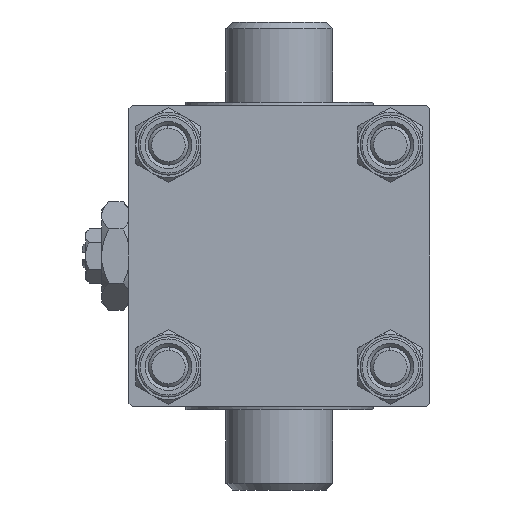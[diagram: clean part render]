
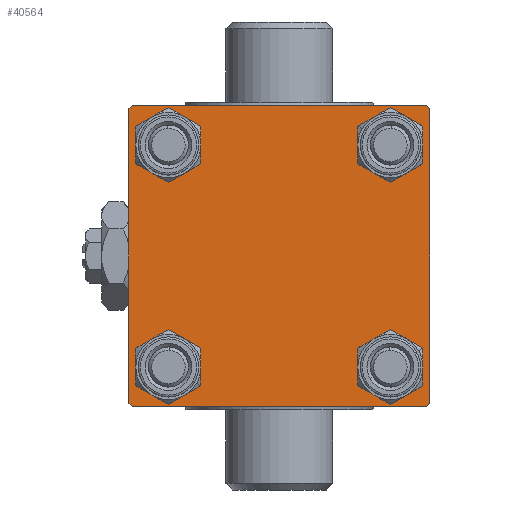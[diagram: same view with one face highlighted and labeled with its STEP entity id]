
A CAD part, left-side view. The second image highlights one B-rep face of the part: STEP entity #40564.
In plain terms, the highlighted planar face has unit normal (-1, 0, 0).
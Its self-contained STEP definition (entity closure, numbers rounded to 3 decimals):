
#119 = EDGE_CURVE ( 'NONE', #45346, #42306, #20536, .T. ) ;
#391 = ORIENTED_EDGE ( 'NONE', *, *, #11215, .T. ) ;
#982 = DIRECTION ( 'NONE',  ( 0., 0., 1. ) ) ;
#1464 = DIRECTION ( 'NONE',  ( 0., 0.707, 0.707 ) ) ;
#1942 = CARTESIAN_POINT ( 'NONE',  ( 0., -22.5, 22.5 ) ) ;
#2139 = CARTESIAN_POINT ( 'NONE',  ( 0., -16.6, -13.1 ) ) ;
#2832 = DIRECTION ( 'NONE',  ( 0., 0.707, -0.707 ) ) ;
#3681 = VERTEX_POINT ( 'NONE', #41103 ) ;
#3789 = AXIS2_PLACEMENT_3D ( 'NONE', #48259, #44530, #43802 ) ;
#3921 = ORIENTED_EDGE ( 'NONE', *, *, #26229, .F. ) ;
#4231 = ORIENTED_EDGE ( 'NONE', *, *, #36678, .T. ) ;
#4311 = ORIENTED_EDGE ( 'NONE', *, *, #8364, .T. ) ;
#4432 = CARTESIAN_POINT ( 'NONE',  ( 0., 16.6, -20.1 ) ) ;
#4561 = DIRECTION ( 'NONE',  ( -1., 0., 0. ) ) ;
#4590 = CIRCLE ( 'NONE', #3789, 3.5 ) ;
#4926 = EDGE_LOOP ( 'NONE', ( #11210, #26102 ) ) ;
#5424 = EDGE_CURVE ( 'NONE', #36264, #18791, #42394, .T. ) ;
#6028 = EDGE_CURVE ( 'NONE', #15893, #14834, #20716, .T. ) ;
#6076 = ORIENTED_EDGE ( 'NONE', *, *, #14755, .F. ) ;
#7169 = ORIENTED_EDGE ( 'NONE', *, *, #46777, .T. ) ;
#7219 = EDGE_LOOP ( 'NONE', ( #391, #38806 ) ) ;
#7362 = DIRECTION ( 'NONE',  ( 0., 0., 1. ) ) ;
#7582 = LINE ( 'NONE', #41541, #8719 ) ;
#8292 = DIRECTION ( 'NONE',  ( 0., 0., 1. ) ) ;
#8364 = EDGE_CURVE ( 'NONE', #43893, #44930, #44338, .T. ) ;
#8524 = FACE_OUTER_BOUND ( 'NONE', #43406, .T. ) ;
#8719 = VECTOR ( 'NONE', #12036, 1000. ) ;
#9008 = CIRCLE ( 'NONE', #13751, 3.5 ) ;
#10262 = CARTESIAN_POINT ( 'NONE',  ( 0., -16.6, 13.1 ) ) ;
#10510 = CARTESIAN_POINT ( 'NONE',  ( 0., 22.25, 22.25 ) ) ;
#10596 = DIRECTION ( 'NONE',  ( 0., -1., 0. ) ) ;
#11210 = ORIENTED_EDGE ( 'NONE', *, *, #20373, .T. ) ;
#11215 = EDGE_CURVE ( 'NONE', #42306, #45346, #47704, .T. ) ;
#11521 = CARTESIAN_POINT ( 'NONE',  ( 0., -16.6, -16.6 ) ) ;
#11644 = CARTESIAN_POINT ( 'NONE',  ( 0., -22., 22.5 ) ) ;
#12036 = DIRECTION ( 'NONE',  ( 0., -0.707, 0.707 ) ) ;
#12182 = DIRECTION ( 'NONE',  ( 0., 0., 1. ) ) ;
#12488 = PLANE ( 'NONE',  #19354 ) ;
#12633 = CARTESIAN_POINT ( 'NONE',  ( 0., -22.25, 22.25 ) ) ;
#12732 = FACE_BOUND ( 'NONE', #35455, .T. ) ;
#12752 = CARTESIAN_POINT ( 'NONE',  ( 0., 16.6, -13.1 ) ) ;
#12947 = DIRECTION ( 'NONE',  ( 1., 0., 0. ) ) ;
#12960 = VERTEX_POINT ( 'NONE', #44739 ) ;
#13532 = ORIENTED_EDGE ( 'NONE', *, *, #28414, .T. ) ;
#13541 = VECTOR ( 'NONE', #21030, 1000. ) ;
#13751 = AXIS2_PLACEMENT_3D ( 'NONE', #21643, #29546, #44707 ) ;
#13878 = LINE ( 'NONE', #14113, #37474 ) ;
#14113 = CARTESIAN_POINT ( 'NONE',  ( 0., 22.5, -22.5 ) ) ;
#14166 = ORIENTED_EDGE ( 'NONE', *, *, #5424, .T. ) ;
#14735 = EDGE_CURVE ( 'NONE', #21546, #15878, #28792, .T. ) ;
#14755 = EDGE_CURVE ( 'NONE', #3681, #18791, #45559, .T. ) ;
#14834 = VERTEX_POINT ( 'NONE', #34286 ) ;
#14919 = ORIENTED_EDGE ( 'NONE', *, *, #27212, .T. ) ;
#15027 = CARTESIAN_POINT ( 'NONE',  ( 0., -16.6, -20.1 ) ) ;
#15878 = VERTEX_POINT ( 'NONE', #28844 ) ;
#15893 = VERTEX_POINT ( 'NONE', #10262 ) ;
#15922 = EDGE_CURVE ( 'NONE', #3681, #43893, #29322, .T. ) ;
#16662 = ORIENTED_EDGE ( 'NONE', *, *, #22418, .T. ) ;
#17085 = DIRECTION ( 'NONE',  ( 0., 0., -1. ) ) ;
#17207 = CARTESIAN_POINT ( 'NONE',  ( 0., -22.5, -22. ) ) ;
#17637 = ORIENTED_EDGE ( 'NONE', *, *, #15922, .T. ) ;
#18406 = LINE ( 'NONE', #33043, #32342 ) ;
#18791 = VERTEX_POINT ( 'NONE', #11644 ) ;
#19354 = AXIS2_PLACEMENT_3D ( 'NONE', #19909, #4561, #27578 ) ;
#19811 = CARTESIAN_POINT ( 'NONE',  ( 0., 16.6, -16.6 ) ) ;
#19887 = VECTOR ( 'NONE', #17085, 1000. ) ;
#19909 = CARTESIAN_POINT ( 'NONE',  ( 0., 0., 0. ) ) ;
#20373 = EDGE_CURVE ( 'NONE', #15878, #21546, #4590, .T. ) ;
#20536 = CIRCLE ( 'NONE', #37950, 3.5 ) ;
#20716 = CIRCLE ( 'NONE', #48457, 3.5 ) ;
#21030 = DIRECTION ( 'NONE',  ( 0., 0., -1. ) ) ;
#21546 = VERTEX_POINT ( 'NONE', #40410 ) ;
#21643 = CARTESIAN_POINT ( 'NONE',  ( 0., -16.6, 16.6 ) ) ;
#22418 = EDGE_CURVE ( 'NONE', #44930, #12960, #18406, .T. ) ;
#22504 = VECTOR ( 'NONE', #2832, 1000. ) ;
#22685 = CARTESIAN_POINT ( 'NONE',  ( 0., 16.6, -16.6 ) ) ;
#23596 = CARTESIAN_POINT ( 'NONE',  ( 0., -16.6, 16.6 ) ) ;
#24459 = ORIENTED_EDGE ( 'NONE', *, *, #6028, .T. ) ;
#24747 = CARTESIAN_POINT ( 'NONE',  ( 0., 22.5, 22.5 ) ) ;
#26102 = ORIENTED_EDGE ( 'NONE', *, *, #14735, .T. ) ;
#26178 = CARTESIAN_POINT ( 'NONE',  ( 0., 16.6, 16.6 ) ) ;
#26229 = EDGE_CURVE ( 'NONE', #36264, #44563, #43114, .T. ) ;
#26612 = DIRECTION ( 'NONE',  ( 1., 0., 0. ) ) ;
#26634 = DIRECTION ( 'NONE',  ( 1., 0., 0. ) ) ;
#27090 = FACE_BOUND ( 'NONE', #41971, .T. ) ;
#27212 = EDGE_CURVE ( 'NONE', #35587, #39872, #31736, .T. ) ;
#27273 = DIRECTION ( 'NONE',  ( 1., 0., 0. ) ) ;
#27578 = DIRECTION ( 'NONE',  ( 0., 0., 1. ) ) ;
#28414 = EDGE_CURVE ( 'NONE', #42318, #44563, #7582, .T. ) ;
#28776 = ORIENTED_EDGE ( 'NONE', *, *, #31758, .T. ) ;
#28792 = CIRCLE ( 'NONE', #46254, 3.5 ) ;
#28844 = CARTESIAN_POINT ( 'NONE',  ( 0., 16.6, 20.1 ) ) ;
#29322 = LINE ( 'NONE', #10510, #22504 ) ;
#29546 = DIRECTION ( 'NONE',  ( 1., 0., 0. ) ) ;
#30395 = DIRECTION ( 'NONE',  ( 1., 0., 0. ) ) ;
#31058 = AXIS2_PLACEMENT_3D ( 'NONE', #11521, #26612, #8292 ) ;
#31542 = FACE_BOUND ( 'NONE', #4926, .T. ) ;
#31736 = CIRCLE ( 'NONE', #35728, 3.5 ) ;
#31758 = EDGE_CURVE ( 'NONE', #39872, #35587, #43696, .T. ) ;
#32342 = VECTOR ( 'NONE', #37491, 1000. ) ;
#33043 = CARTESIAN_POINT ( 'NONE',  ( 0., 22.25, -22.25 ) ) ;
#33898 = CARTESIAN_POINT ( 'NONE',  ( 0., 22.5, -22. ) ) ;
#33988 = CARTESIAN_POINT ( 'NONE',  ( 0., -16.6, -16.6 ) ) ;
#34286 = CARTESIAN_POINT ( 'NONE',  ( 0., -16.6, 20.1 ) ) ;
#34942 = DIRECTION ( 'NONE',  ( 1., 0., 0. ) ) ;
#35455 = EDGE_LOOP ( 'NONE', ( #14919, #28776 ) ) ;
#35587 = VERTEX_POINT ( 'NONE', #12752 ) ;
#35728 = AXIS2_PLACEMENT_3D ( 'NONE', #19811, #34942, #982 ) ;
#35862 = CARTESIAN_POINT ( 'NONE',  ( 0., -22., -22.5 ) ) ;
#36176 = CARTESIAN_POINT ( 'NONE',  ( 0., 22.5, 22. ) ) ;
#36264 = VERTEX_POINT ( 'NONE', #36839 ) ;
#36678 = EDGE_CURVE ( 'NONE', #12960, #42318, #13878, .T. ) ;
#36839 = CARTESIAN_POINT ( 'NONE',  ( 0., -22.5, 22. ) ) ;
#37474 = VECTOR ( 'NONE', #40632, 1000. ) ;
#37491 = DIRECTION ( 'NONE',  ( 0., -0.707, -0.707 ) ) ;
#37950 = AXIS2_PLACEMENT_3D ( 'NONE', #33988, #27273, #12182 ) ;
#38806 = ORIENTED_EDGE ( 'NONE', *, *, #119, .T. ) ;
#39728 = AXIS2_PLACEMENT_3D ( 'NONE', #22685, #26634, #41772 ) ;
#39872 = VERTEX_POINT ( 'NONE', #4432 ) ;
#40410 = CARTESIAN_POINT ( 'NONE',  ( 0., 16.6, 13.1 ) ) ;
#40564 = ADVANCED_FACE ( 'NONE', ( #27090, #46472, #12732, #31542, #8524 ), #12488, .T. ) ;
#40632 = DIRECTION ( 'NONE',  ( 0., -1., 0. ) ) ;
#41103 = CARTESIAN_POINT ( 'NONE',  ( 0., 22., 22.5 ) ) ;
#41541 = CARTESIAN_POINT ( 'NONE',  ( 0., -22.25, -22.25 ) ) ;
#41772 = DIRECTION ( 'NONE',  ( 0., 0., 1. ) ) ;
#41971 = EDGE_LOOP ( 'NONE', ( #7169, #24459 ) ) ;
#42264 = VECTOR ( 'NONE', #10596, 1000. ) ;
#42306 = VERTEX_POINT ( 'NONE', #2139 ) ;
#42318 = VERTEX_POINT ( 'NONE', #35862 ) ;
#42394 = LINE ( 'NONE', #12633, #44478 ) ;
#43114 = LINE ( 'NONE', #1942, #13541 ) ;
#43201 = DIRECTION ( 'NONE',  ( 0., 0., 1. ) ) ;
#43406 = EDGE_LOOP ( 'NONE', ( #4311, #16662, #4231, #13532, #3921, #14166, #6076, #17637 ) ) ;
#43696 = CIRCLE ( 'NONE', #39728, 3.5 ) ;
#43802 = DIRECTION ( 'NONE',  ( 0., 0., 1. ) ) ;
#43893 = VERTEX_POINT ( 'NONE', #36176 ) ;
#44338 = LINE ( 'NONE', #24747, #19887 ) ;
#44478 = VECTOR ( 'NONE', #1464, 1000. ) ;
#44530 = DIRECTION ( 'NONE',  ( 1., 0., 0. ) ) ;
#44563 = VERTEX_POINT ( 'NONE', #17207 ) ;
#44707 = DIRECTION ( 'NONE',  ( 0., 0., 1. ) ) ;
#44739 = CARTESIAN_POINT ( 'NONE',  ( 0., 22., -22.5 ) ) ;
#44930 = VERTEX_POINT ( 'NONE', #33898 ) ;
#45346 = VERTEX_POINT ( 'NONE', #15027 ) ;
#45559 = LINE ( 'NONE', #48297, #42264 ) ;
#46254 = AXIS2_PLACEMENT_3D ( 'NONE', #26178, #30395, #7362 ) ;
#46472 = FACE_BOUND ( 'NONE', #7219, .T. ) ;
#46777 = EDGE_CURVE ( 'NONE', #14834, #15893, #9008, .T. ) ;
#47704 = CIRCLE ( 'NONE', #31058, 3.5 ) ;
#48259 = CARTESIAN_POINT ( 'NONE',  ( 0., 16.6, 16.6 ) ) ;
#48297 = CARTESIAN_POINT ( 'NONE',  ( 0., 22.5, 22.5 ) ) ;
#48457 = AXIS2_PLACEMENT_3D ( 'NONE', #23596, #12947, #43201 ) ;
